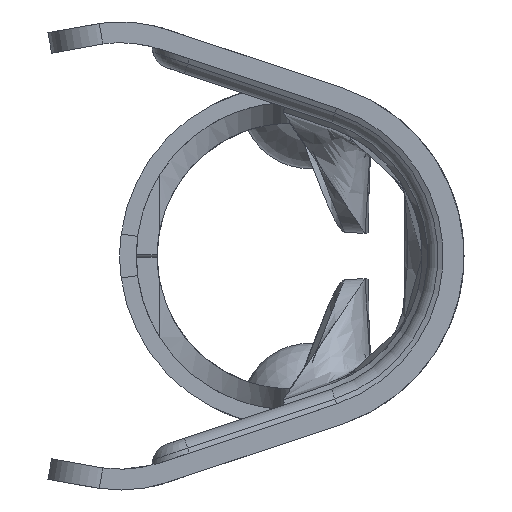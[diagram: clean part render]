
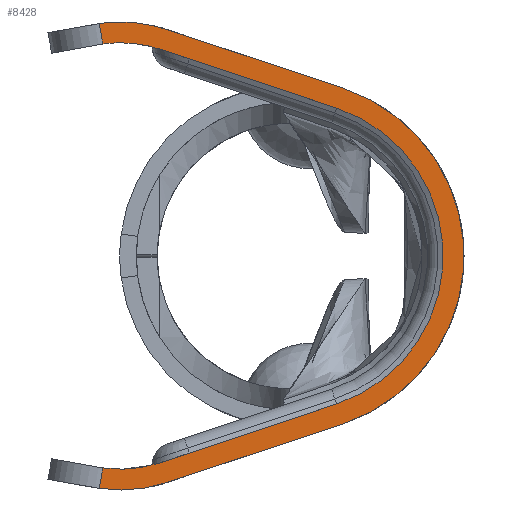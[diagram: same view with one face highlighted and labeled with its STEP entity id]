
A CAD part, left-side view. The second image highlights one B-rep face of the part: STEP entity #8428.
In plain terms, the highlighted planar face has unit normal (-1, 0, 0).
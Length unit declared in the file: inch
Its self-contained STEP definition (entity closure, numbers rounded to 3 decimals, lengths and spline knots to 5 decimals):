
#3 = AXIS2_PLACEMENT_3D ( 'NONE', #14392, #1422, #7234 ) ;
#69 = AXIS2_PLACEMENT_3D ( 'NONE', #16406, #3470, #9257 ) ;
#1171 = AXIS2_PLACEMENT_3D ( 'NONE', #10457, #16193, #3252 ) ;
#1422 = DIRECTION ( 'NONE',  ( 1., 0., 0. ) ) ;
#1591 = CARTESIAN_POINT ( 'NONE',  ( -2.035, 0.1625, 0.085 ) ) ;
#1797 = VERTEX_POINT ( 'NONE', #5149 ) ;
#1908 = AXIS2_PLACEMENT_3D ( 'NONE', #5988, #11753, #17483 ) ;
#1954 = EDGE_CURVE ( 'NONE', #16172, #4581, #12971, .T. ) ;
#2223 = CARTESIAN_POINT ( 'NONE',  ( -2.035, -0.0513, 0.16126 ) ) ;
#2389 = AXIS2_PLACEMENT_3D ( 'NONE', #1591, #7394, #13146 ) ;
#2443 = EDGE_CURVE ( 'NONE', #11032, #6458, #11762, .T. ) ;
#2630 = ORIENTED_EDGE ( 'NONE', *, *, #11548, .F. ) ;
#2659 = VECTOR ( 'NONE', #11717, 39.37008 ) ;
#2784 = CARTESIAN_POINT ( 'NONE',  ( -2.035, 0.13885, 0.02443 ) ) ;
#2829 = CARTESIAN_POINT ( 'NONE',  ( -2.035, -0.0513, 0.16126 ) ) ;
#2843 = FACE_OUTER_BOUND ( 'NONE', #13995, .T. ) ;
#2895 = EDGE_CURVE ( 'NONE', #8335, #10296, #15778, .T. ) ;
#3169 = LINE ( 'NONE', #8971, #7223 ) ;
#3252 = DIRECTION ( 'NONE',  ( 0., 0., -1. ) ) ;
#3470 = DIRECTION ( 'NONE',  ( -1., 0., 0. ) ) ;
#3743 = CARTESIAN_POINT ( 'NONE',  ( -2.035, 0.0025, 0. ) ) ;
#3765 = DIRECTION ( 'NONE',  ( -1., 0., 0. ) ) ;
#3770 = CARTESIAN_POINT ( 'NONE',  ( -2.035, 0.1182, -0.21781 ) ) ;
#3798 = EDGE_CURVE ( 'NONE', #18202, #7565, #14543, .T. ) ;
#3993 = LINE ( 'NONE', #9774, #15395 ) ;
#4143 = CIRCLE ( 'NONE', #12309, 0.14 ) ;
#4255 = EDGE_CURVE ( 'NONE', #1797, #4581, #3169, .T. ) ;
#4414 = VERTEX_POINT ( 'NONE', #8457 ) ;
#4554 = CARTESIAN_POINT ( 'NONE',  ( -2.035, 0.1625, 0.225 ) ) ;
#4581 = VERTEX_POINT ( 'NONE', #11742 ) ;
#4823 = ORIENTED_EDGE ( 'NONE', *, *, #18528, .F. ) ;
#5036 = ORIENTED_EDGE ( 'NONE', *, *, #5671, .F. ) ;
#5137 = CARTESIAN_POINT ( 'NONE',  ( -2.035, 0.1625, 0.085 ) ) ;
#5149 = CARTESIAN_POINT ( 'NONE',  ( -2.035, 0.18327, 0.22345 ) ) ;
#5267 = DIRECTION ( 'NONE',  ( 0., 0.949, 0.316 ) ) ;
#5412 = CARTESIAN_POINT ( 'NONE',  ( -2.035, 0.1625, 0.085 ) ) ;
#5671 = EDGE_CURVE ( 'NONE', #7333, #8335, #4143, .T. ) ;
#5957 = CARTESIAN_POINT ( 'NONE',  ( -2.035, -0.04497, -0.14229 ) ) ;
#5988 = CARTESIAN_POINT ( 'NONE',  ( -2.035, 0.0025, 0. ) ) ;
#6129 = CARTESIAN_POINT ( 'NONE',  ( -2.035, -0.04497, 0.14229 ) ) ;
#6458 = VERTEX_POINT ( 'NONE', #9880 ) ;
#6548 = CARTESIAN_POINT ( 'NONE',  ( -2.035, -0.04497, -0.14229 ) ) ;
#7223 = VECTOR ( 'NONE', #14708, 39.37008 ) ;
#7234 = DIRECTION ( 'NONE',  ( 0., 0., -1. ) ) ;
#7290 = ORIENTED_EDGE ( 'NONE', *, *, #2443, .F. ) ;
#7333 = VERTEX_POINT ( 'NONE', #4554 ) ;
#7394 = DIRECTION ( 'NONE',  ( -1., 0., 0. ) ) ;
#7506 = ORIENTED_EDGE ( 'NONE', *, *, #12903, .T. ) ;
#7565 = VERTEX_POINT ( 'NONE', #6548 ) ;
#8289 = EDGE_CURVE ( 'NONE', #16245, #11032, #3993, .T. ) ;
#8335 = VERTEX_POINT ( 'NONE', #14206 ) ;
#8428 = ADVANCED_FACE ( 'NONE', ( #2843 ), #8651, .F. ) ;
#8457 = CARTESIAN_POINT ( 'NONE',  ( -2.035, 0.17974, -0.20375 ) ) ;
#8562 = ORIENTED_EDGE ( 'NONE', *, *, #10182, .F. ) ;
#8596 = DIRECTION ( 'NONE',  ( 0., 0.176, -0.984 ) ) ;
#8641 = DIRECTION ( 'NONE',  ( 0., -0.949, -0.316 ) ) ;
#8651 = PLANE ( 'NONE',  #3 ) ;
#8971 = CARTESIAN_POINT ( 'NONE',  ( -2.035, 0.13885, -0.02443 ) ) ;
#9257 = DIRECTION ( 'NONE',  ( 0., 0., 1. ) ) ;
#9359 = EDGE_CURVE ( 'NONE', #11316, #14376, #12450, .T. ) ;
#9530 = DIRECTION ( 'NONE',  ( 1., 0., 0. ) ) ;
#9550 = DIRECTION ( 'NONE',  ( 0., 0., -1. ) ) ;
#9608 = CARTESIAN_POINT ( 'NONE',  ( -2.035, 0.12453, 0.19883 ) ) ;
#9774 = CARTESIAN_POINT ( 'NONE',  ( -2.035, -0.0513, -0.16126 ) ) ;
#9880 = CARTESIAN_POINT ( 'NONE',  ( -2.035, 0.18327, -0.22345 ) ) ;
#10182 = EDGE_CURVE ( 'NONE', #4414, #18202, #15523, .T. ) ;
#10296 = VERTEX_POINT ( 'NONE', #2223 ) ;
#10338 = AXIS2_PLACEMENT_3D ( 'NONE', #5412, #11177, #16912 ) ;
#10457 = CARTESIAN_POINT ( 'NONE',  ( -2.035, 0.1625, -0.085 ) ) ;
#10643 = CIRCLE ( 'NONE', #69, 0.12 ) ;
#10698 = ORIENTED_EDGE ( 'NONE', *, *, #14661, .F. ) ;
#10759 = ORIENTED_EDGE ( 'NONE', *, *, #1954, .F. ) ;
#10897 = DIRECTION ( 'NONE',  ( 1., 0., 0. ) ) ;
#10991 = ORIENTED_EDGE ( 'NONE', *, *, #4255, .T. ) ;
#11032 = VERTEX_POINT ( 'NONE', #3770 ) ;
#11101 = ORIENTED_EDGE ( 'NONE', *, *, #2895, .F. ) ;
#11177 = DIRECTION ( 'NONE',  ( 1., 0., 0. ) ) ;
#11219 = ORIENTED_EDGE ( 'NONE', *, *, #8289, .F. ) ;
#11316 = VERTEX_POINT ( 'NONE', #6129 ) ;
#11548 = EDGE_CURVE ( 'NONE', #10296, #16245, #11608, .T. ) ;
#11608 = CIRCLE ( 'NONE', #16702, 0.17 ) ;
#11717 = DIRECTION ( 'NONE',  ( 0., -0.949, 0.316 ) ) ;
#11742 = CARTESIAN_POINT ( 'NONE',  ( -2.035, 0.17974, 0.20375 ) ) ;
#11753 = DIRECTION ( 'NONE',  ( -1., 0., 0. ) ) ;
#11762 = CIRCLE ( 'NONE', #1171, 0.14 ) ;
#11908 = AXIS2_PLACEMENT_3D ( 'NONE', #16694, #3765, #9550 ) ;
#12309 = AXIS2_PLACEMENT_3D ( 'NONE', #5137, #10897, #16636 ) ;
#12450 = LINE ( 'NONE', #18175, #12689 ) ;
#12689 = VECTOR ( 'NONE', #5267, 39.37008 ) ;
#12903 = EDGE_CURVE ( 'NONE', #4414, #6458, #15735, .T. ) ;
#12971 = CIRCLE ( 'NONE', #2389, 0.12 ) ;
#13146 = DIRECTION ( 'NONE',  ( 0., 0., 1. ) ) ;
#13374 = ORIENTED_EDGE ( 'NONE', *, *, #13750, .F. ) ;
#13750 = EDGE_CURVE ( 'NONE', #14376, #16172, #10643, .T. ) ;
#13995 = EDGE_LOOP ( 'NONE', ( #10698, #10991, #10759, #13374, #15072, #4823, #16106, #8562, #7506, #7290, #11219, #2630, #11101, #5036 ) ) ;
#14014 = CIRCLE ( 'NONE', #10338, 0.14 ) ;
#14206 = CARTESIAN_POINT ( 'NONE',  ( -2.035, 0.1182, 0.21781 ) ) ;
#14376 = VERTEX_POINT ( 'NONE', #9608 ) ;
#14392 = CARTESIAN_POINT ( 'NONE',  ( -2.035, 0.0025, 0. ) ) ;
#14543 = LINE ( 'NONE', #5957, #2659 ) ;
#14661 = EDGE_CURVE ( 'NONE', #1797, #7333, #14014, .T. ) ;
#14708 = DIRECTION ( 'NONE',  ( 0., -0.176, -0.984 ) ) ;
#15072 = ORIENTED_EDGE ( 'NONE', *, *, #9359, .F. ) ;
#15272 = DIRECTION ( 'NONE',  ( 0., 0., -1. ) ) ;
#15395 = VECTOR ( 'NONE', #15518, 39.37008 ) ;
#15404 = CARTESIAN_POINT ( 'NONE',  ( -2.035, 0.12453, -0.19883 ) ) ;
#15518 = DIRECTION ( 'NONE',  ( 0., 0.949, -0.316 ) ) ;
#15523 = CIRCLE ( 'NONE', #11908, 0.12 ) ;
#15735 = LINE ( 'NONE', #2784, #17101 ) ;
#15778 = LINE ( 'NONE', #2829, #17156 ) ;
#16106 = ORIENTED_EDGE ( 'NONE', *, *, #3798, .F. ) ;
#16172 = VERTEX_POINT ( 'NONE', #16715 ) ;
#16193 = DIRECTION ( 'NONE',  ( 1., 0., 0. ) ) ;
#16245 = VERTEX_POINT ( 'NONE', #16805 ) ;
#16406 = CARTESIAN_POINT ( 'NONE',  ( -2.035, 0.1625, 0.085 ) ) ;
#16636 = DIRECTION ( 'NONE',  ( 0., 0., 1. ) ) ;
#16694 = CARTESIAN_POINT ( 'NONE',  ( -2.035, 0.1625, -0.085 ) ) ;
#16702 = AXIS2_PLACEMENT_3D ( 'NONE', #3743, #9530, #15272 ) ;
#16715 = CARTESIAN_POINT ( 'NONE',  ( -2.035, 0.1625, 0.205 ) ) ;
#16805 = CARTESIAN_POINT ( 'NONE',  ( -2.035, -0.0513, -0.16126 ) ) ;
#16912 = DIRECTION ( 'NONE',  ( 0., 0., 1. ) ) ;
#17101 = VECTOR ( 'NONE', #8596, 39.37008 ) ;
#17156 = VECTOR ( 'NONE', #8641, 39.37008 ) ;
#17483 = DIRECTION ( 'NONE',  ( 0., 0., -1. ) ) ;
#18175 = CARTESIAN_POINT ( 'NONE',  ( -2.035, -0.04497, 0.14229 ) ) ;
#18198 = CIRCLE ( 'NONE', #1908, 0.15 ) ;
#18202 = VERTEX_POINT ( 'NONE', #15404 ) ;
#18528 = EDGE_CURVE ( 'NONE', #7565, #11316, #18198, .T. ) ;
